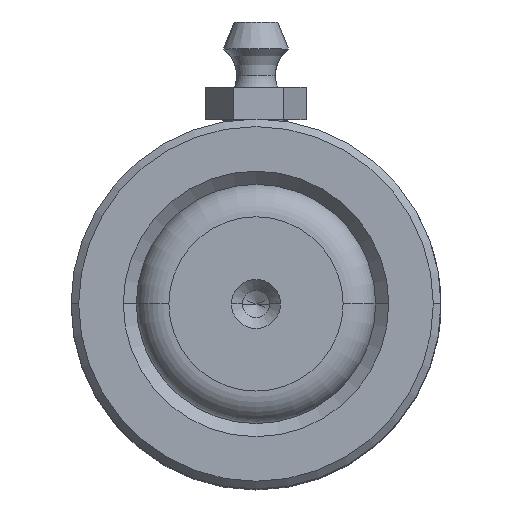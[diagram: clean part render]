
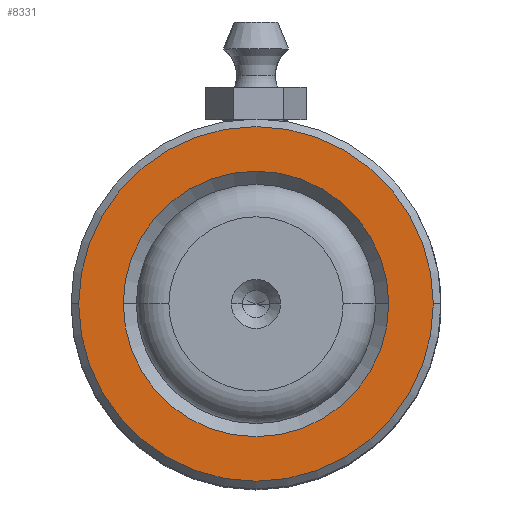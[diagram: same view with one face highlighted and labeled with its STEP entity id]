
A CAD part, top view. The second image highlights one B-rep face of the part: STEP entity #8331.
In plain terms, the highlighted planar face has unit normal (0, 0, 1).
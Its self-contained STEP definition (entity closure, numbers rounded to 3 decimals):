
#80 = EDGE_CURVE ( 'NONE', #437, #6697, #5790, .T. ) ;
#119 = EDGE_CURVE ( 'NONE', #6530, #5018, #7388, .T. ) ;
#130 = ORIENTED_EDGE ( 'NONE', *, *, #119, .T. ) ;
#284 = EDGE_CURVE ( 'NONE', #6697, #437, #4738, .T. ) ;
#388 = CARTESIAN_POINT ( 'NONE',  ( 12.2, 0., 60. ) ) ;
#437 = VERTEX_POINT ( 'NONE', #7370 ) ;
#488 = AXIS2_PLACEMENT_3D ( 'NONE', #8607, #3170, #3793 ) ;
#639 = AXIS2_PLACEMENT_3D ( 'NONE', #5984, #6064, #1954 ) ;
#999 = DIRECTION ( 'NONE',  ( 0., 0., 1. ) ) ;
#1095 = AXIS2_PLACEMENT_3D ( 'NONE', #7396, #7466, #6669 ) ;
#1325 = DIRECTION ( 'NONE',  ( 1., 0., 0. ) ) ;
#1518 = AXIS2_PLACEMENT_3D ( 'NONE', #4288, #999, #1634 ) ;
#1634 = DIRECTION ( 'NONE',  ( 1., 0., 0. ) ) ;
#1954 = DIRECTION ( 'NONE',  ( 1., 0., 0. ) ) ;
#2185 = ORIENTED_EDGE ( 'NONE', *, *, #80, .T. ) ;
#2732 = FACE_BOUND ( 'NONE', #4407, .T. ) ;
#3170 = DIRECTION ( 'NONE',  ( 0., 0., -1. ) ) ;
#3446 = DIRECTION ( 'NONE',  ( 0., 0., 1. ) ) ;
#3478 = ORIENTED_EDGE ( 'NONE', *, *, #4273, .T. ) ;
#3562 = ORIENTED_EDGE ( 'NONE', *, *, #284, .T. ) ;
#3735 = CARTESIAN_POINT ( 'NONE',  ( -12.2, 0., 60. ) ) ;
#3793 = DIRECTION ( 'NONE',  ( 1., 0., 0. ) ) ;
#4111 = FACE_OUTER_BOUND ( 'NONE', #6770, .T. ) ;
#4273 = EDGE_CURVE ( 'NONE', #5018, #6530, #6047, .T. ) ;
#4288 = CARTESIAN_POINT ( 'NONE',  ( 0., 0., 60. ) ) ;
#4407 = EDGE_LOOP ( 'NONE', ( #3478, #130 ) ) ;
#4738 = CIRCLE ( 'NONE', #1518, 16.3 ) ;
#4889 = AXIS2_PLACEMENT_3D ( 'NONE', #5345, #3446, #1325 ) ;
#5018 = VERTEX_POINT ( 'NONE', #388 ) ;
#5345 = CARTESIAN_POINT ( 'NONE',  ( 0., 0., 60. ) ) ;
#5790 = CIRCLE ( 'NONE', #639, 16.3 ) ;
#5984 = CARTESIAN_POINT ( 'NONE',  ( 0., 0., 60. ) ) ;
#6047 = CIRCLE ( 'NONE', #488, 12.2 ) ;
#6064 = DIRECTION ( 'NONE',  ( 0., 0., 1. ) ) ;
#6530 = VERTEX_POINT ( 'NONE', #3735 ) ;
#6652 = CARTESIAN_POINT ( 'NONE',  ( -16.3, 0., 60. ) ) ;
#6669 = DIRECTION ( 'NONE',  ( 1., 0., 0. ) ) ;
#6697 = VERTEX_POINT ( 'NONE', #6652 ) ;
#6770 = EDGE_LOOP ( 'NONE', ( #3562, #2185 ) ) ;
#6795 = PLANE ( 'NONE',  #4889 ) ;
#7370 = CARTESIAN_POINT ( 'NONE',  ( 16.3, 0., 60. ) ) ;
#7388 = CIRCLE ( 'NONE', #1095, 12.2 ) ;
#7396 = CARTESIAN_POINT ( 'NONE',  ( 0., 0., 60. ) ) ;
#7466 = DIRECTION ( 'NONE',  ( 0., 0., -1. ) ) ;
#8331 = ADVANCED_FACE ( 'NONE', ( #4111, #2732 ), #6795, .T. ) ;
#8607 = CARTESIAN_POINT ( 'NONE',  ( 0., 0., 60. ) ) ;
